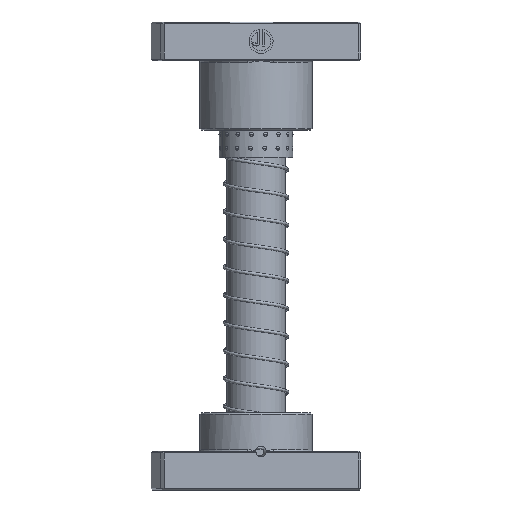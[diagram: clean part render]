
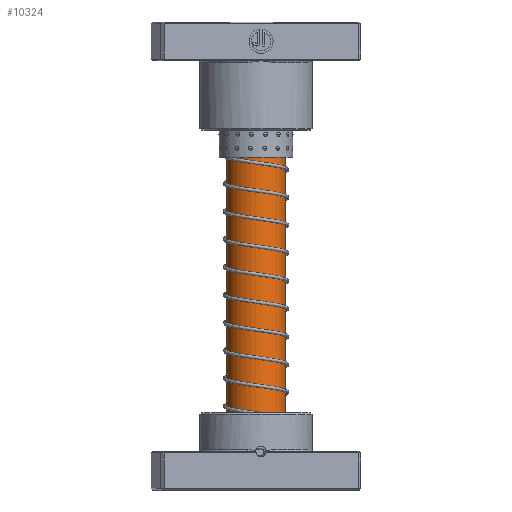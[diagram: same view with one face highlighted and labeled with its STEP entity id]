
A CAD part, front view. The second image highlights one B-rep face of the part: STEP entity #10324.
In plain terms, the highlighted cylindrical face has radius 19 mm (diameter 38 mm), a partial arc.
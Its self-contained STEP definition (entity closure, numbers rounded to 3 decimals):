
#172 = EDGE_LOOP ( 'NONE', ( #5936, #35095, #23302, #6648 ) ) ;
#665 = EDGE_CURVE ( 'NONE', #39984, #28261, #24643, .T. ) ;
#1144 = LINE ( 'NONE', #22052, #28613 ) ;
#2052 = AXIS2_PLACEMENT_3D ( 'NONE', #37519, #5310, #33936 ) ;
#3224 = DIRECTION ( 'NONE',  ( 1., 0., 0. ) ) ;
#3861 = EDGE_CURVE ( 'NONE', #18923, #28261, #41589, .T. ) ;
#4638 = VECTOR ( 'NONE', #5256, 1000. ) ;
#5008 = EDGE_CURVE ( 'NONE', #22426, #18923, #41882, .T. ) ;
#5256 = DIRECTION ( 'NONE',  ( 0., 0., -1. ) ) ;
#5310 = DIRECTION ( 'NONE',  ( 0., 0., -1. ) ) ;
#5936 = ORIENTED_EDGE ( 'NONE', *, *, #31112, .F. ) ;
#6648 = ORIENTED_EDGE ( 'NONE', *, *, #665, .F. ) ;
#10324 = ADVANCED_FACE ( 'NONE', ( #42581 ), #22467, .T. ) ;
#12738 = CARTESIAN_POINT ( 'NONE',  ( 0., 0., 29.25 ) ) ;
#15947 = CARTESIAN_POINT ( 'NONE',  ( -19., 0., 260. ) ) ;
#16363 = DIRECTION ( 'NONE',  ( -1., 0., 0. ) ) ;
#18923 = VERTEX_POINT ( 'NONE', #30585 ) ;
#22052 = CARTESIAN_POINT ( 'NONE',  ( 19., 0., 260. ) ) ;
#22073 = CARTESIAN_POINT ( 'NONE',  ( -19., 0., 29.25 ) ) ;
#22426 = VERTEX_POINT ( 'NONE', #37317 ) ;
#22467 = CYLINDRICAL_SURFACE ( 'NONE', #2052, 19. ) ;
#23302 = ORIENTED_EDGE ( 'NONE', *, *, #3861, .T. ) ;
#24643 = CIRCLE ( 'NONE', #45515, 19. ) ;
#24674 = DIRECTION ( 'NONE',  ( 0., 0., -1. ) ) ;
#28261 = VERTEX_POINT ( 'NONE', #22073 ) ;
#28613 = VECTOR ( 'NONE', #32353, 1000. ) ;
#30585 = CARTESIAN_POINT ( 'NONE',  ( -19., 0., 256. ) ) ;
#31112 = EDGE_CURVE ( 'NONE', #22426, #39984, #1144, .T. ) ;
#32353 = DIRECTION ( 'NONE',  ( 0., 0., -1. ) ) ;
#33936 = DIRECTION ( 'NONE',  ( -1., 0., 0. ) ) ;
#35095 = ORIENTED_EDGE ( 'NONE', *, *, #5008, .T. ) ;
#37317 = CARTESIAN_POINT ( 'NONE',  ( 19., 0., 256. ) ) ;
#37519 = CARTESIAN_POINT ( 'NONE',  ( 0., 0., 260. ) ) ;
#37704 = DIRECTION ( 'NONE',  ( 0., 0., -1. ) ) ;
#39883 = CARTESIAN_POINT ( 'NONE',  ( 19., 0., 29.25 ) ) ;
#39984 = VERTEX_POINT ( 'NONE', #39883 ) ;
#41589 = LINE ( 'NONE', #15947, #4638 ) ;
#41882 = CIRCLE ( 'NONE', #44117, 19. ) ;
#42581 = FACE_OUTER_BOUND ( 'NONE', #172, .T. ) ;
#44117 = AXIS2_PLACEMENT_3D ( 'NONE', #46082, #24674, #3224 ) ;
#45515 = AXIS2_PLACEMENT_3D ( 'NONE', #12738, #37704, #16363 ) ;
#46082 = CARTESIAN_POINT ( 'NONE',  ( 0., 0., 256. ) ) ;
